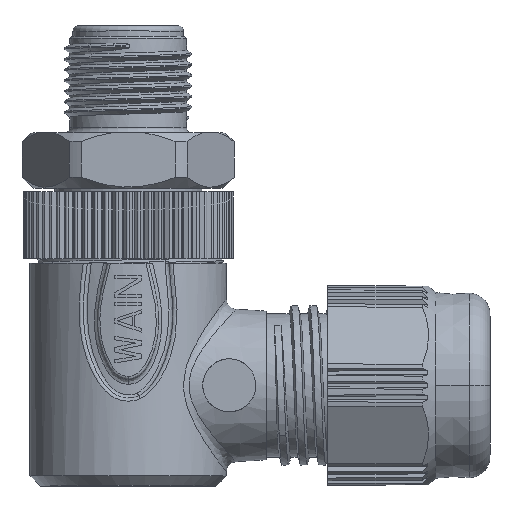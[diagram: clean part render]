
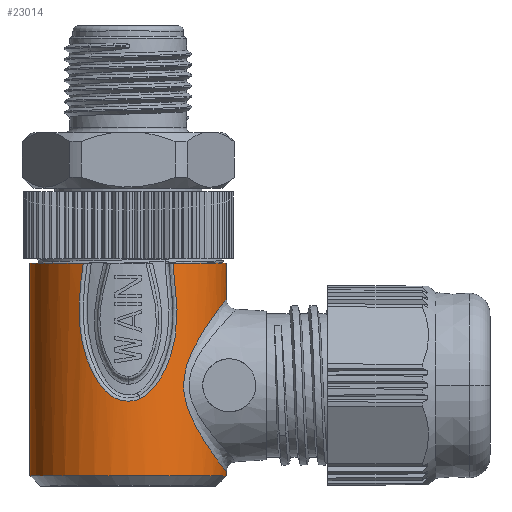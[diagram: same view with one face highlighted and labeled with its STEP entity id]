
A CAD part, top view. The second image highlights one B-rep face of the part: STEP entity #23014.
In plain terms, the highlighted cylindrical face has radius 9.25 mm (diameter 18.5 mm), a partial arc.
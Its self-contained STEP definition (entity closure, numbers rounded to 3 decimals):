
#7123=CARTESIAN_POINT('',(0.,-12.427,0.));
#7124=DIRECTION('',(0.,-1.,0.));
#7125=DIRECTION('',(-0.458,0.,0.889));
#7126=AXIS2_PLACEMENT_3D('',#7123,#7124,#7125);
#7219=CARTESIAN_POINT('',(0.,-12.427,0.));
#7220=DIRECTION('',(0.,-1.,0.));
#7221=DIRECTION('',(1.,0.,0.));
#7222=AXIS2_PLACEMENT_3D('',#7219,#7220,#7221);
#7251=CARTESIAN_POINT('',(1.155,-25.175,9.178));
#7252=CARTESIAN_POINT('',(0.999,-25.246,
9.197));
#7253=CARTESIAN_POINT('',(0.675,-25.359,
9.23));
#7254=CARTESIAN_POINT('',(0.161,-25.431,
9.254));
#7255=CARTESIAN_POINT('',(-0.42,-25.407,
9.246));
#7256=CARTESIAN_POINT('',(-0.896,-25.294,
9.21));
#7257=CARTESIAN_POINT('',(-1.385,-25.079,
9.15));
#7258=CARTESIAN_POINT('',(-1.882,-24.735,
9.061));
#7259=CARTESIAN_POINT('',(-2.374,-24.247,
8.945));
#7260=CARTESIAN_POINT('',(-2.846,-23.619,
8.806));
#7261=CARTESIAN_POINT('',(-3.29,-22.854,
8.649));
#7262=CARTESIAN_POINT('',(-3.713,-21.957,
8.476));
#7263=CARTESIAN_POINT('',(-4.097,-20.902,
8.296));
#7264=CARTESIAN_POINT('',(-4.403,-19.652,
8.137));
#7265=CARTESIAN_POINT('',(-4.59,-18.186,
8.031));
#7266=CARTESIAN_POINT('',(-4.634,-16.498,
8.006));
#7267=CARTESIAN_POINT('',(-4.521,-14.591,
8.071));
#7268=CARTESIAN_POINT('',(-4.343,-13.173,
8.168));
#7269=CARTESIAN_POINT('',(-4.233,-12.427,
8.225));
#7271=CARTESIAN_POINT('',(4.228,-12.427,8.227));
#7272=CARTESIAN_POINT('',(4.341,-13.143,8.169));
#7273=CARTESIAN_POINT('',(4.514,-14.506,8.075));
#7274=CARTESIAN_POINT('',(4.624,-16.339,8.011));
#7275=CARTESIAN_POINT('',(4.598,-17.975,8.027));
#7276=CARTESIAN_POINT('',(4.443,-19.411,8.114));
#7277=CARTESIAN_POINT('',(4.173,-20.648,8.258));
#7278=CARTESIAN_POINT('',(3.82,-21.699,8.428));
#7279=CARTESIAN_POINT('',(3.421,-22.594,8.598));
#7280=CARTESIAN_POINT('',(3.003,-23.365,8.753));
#7281=CARTESIAN_POINT('',(2.561,-24.014,8.893));
#7282=CARTESIAN_POINT('',(2.099,-24.536,9.013));
#7283=CARTESIAN_POINT('',(1.623,-24.928,9.111));
#7284=CARTESIAN_POINT('',(1.31,-25.105,9.158));
#7285=CARTESIAN_POINT('',(1.155,-25.175,9.178));
#7293=DIRECTION('',(0.,1.,0.));
#7294=VECTOR('',#7293,20.);
#7295=CARTESIAN_POINT('',(-9.25,-32.427,0.));
#7296=LINE('',#7295,#7294);
#7297=CARTESIAN_POINT('',(9.25,-15.753,
0.));
#7298=CARTESIAN_POINT('',(9.25,-15.753,
0.3));
#7299=CARTESIAN_POINT('',(9.221,-15.792,
0.906));
#7300=CARTESIAN_POINT('',(9.086,-15.97,1.816));
#7301=CARTESIAN_POINT('',(8.854,-16.28,2.735));
#7302=CARTESIAN_POINT('',(8.516,-16.738,3.656));
#7303=CARTESIAN_POINT('',(8.064,-17.369,4.571));
#7304=CARTESIAN_POINT('',(7.5,-18.187,5.449));
#7305=CARTESIAN_POINT('',(6.841,-19.216,6.251));
#7306=CARTESIAN_POINT('',(6.237,-20.292,6.844));
#7307=CARTESIAN_POINT('',(5.772,-21.298,7.234));
#7308=CARTESIAN_POINT('',(5.447,-22.249,7.478));
#7309=CARTESIAN_POINT('',(5.27,-23.117,7.602));
#7310=CARTESIAN_POINT('',(5.215,-23.927,7.64));
#7311=CARTESIAN_POINT('',(5.27,-24.737,7.602));
#7312=CARTESIAN_POINT('',(5.448,-25.605,7.478));
#7313=CARTESIAN_POINT('',(5.772,-26.556,7.234));
#7314=CARTESIAN_POINT('',(6.237,-27.562,6.844));
#7315=CARTESIAN_POINT('',(6.841,-28.637,6.251));
#7316=CARTESIAN_POINT('',(7.5,-29.666,5.449));
#7317=CARTESIAN_POINT('',(8.064,-30.484,4.571));
#7318=CARTESIAN_POINT('',(8.516,-31.115,3.656));
#7319=CARTESIAN_POINT('',(8.854,-31.573,2.735));
#7320=CARTESIAN_POINT('',(9.086,-31.883,1.816));
#7321=CARTESIAN_POINT('',(9.221,-32.062,
0.906));
#7322=CARTESIAN_POINT('',(9.25,-32.1,
0.3));
#7323=CARTESIAN_POINT('',(9.25,-32.1,
0.));
#7325=DIRECTION('',(0.,-1.,0.));
#7326=VECTOR('',#7325,0.326);
#7327=CARTESIAN_POINT('',(9.25,-32.1,
0.));
#7328=LINE('',#7327,#7326);
#7340=CARTESIAN_POINT('',(0.,-32.427,0.));
#7341=DIRECTION('',(0.,1.,0.));
#7342=DIRECTION('',(-1.,0.,0.));
#7343=AXIS2_PLACEMENT_3D('',#7340,#7341,#7342);
#7436=DIRECTION('',(0.,1.,0.));
#7437=VECTOR('',#7436,3.326);
#7438=CARTESIAN_POINT('',(9.25,-15.753,
0.));
#7439=LINE('',#7438,#7437);
#7460=CARTESIAN_POINT('',(9.25,-32.1,
0.));
#11667=VERTEX_POINT('',#7460);
#11668=VERTEX_POINT('',#7297);
#11669=CARTESIAN_POINT('',(9.25,-32.427,0.));
#11670=CARTESIAN_POINT('',(-9.25,-32.427,0.));
#11671=VERTEX_POINT('',#11669);
#11672=VERTEX_POINT('',#11670);
#11673=CARTESIAN_POINT('',(9.25,-12.427,0.));
#11674=VERTEX_POINT('',#11673);
#11679=CARTESIAN_POINT('',(-9.25,-12.427,0.));
#11680=VERTEX_POINT('',#11679);
#11821=CARTESIAN_POINT('',(-4.233,-12.427,
8.225));
#11822=VERTEX_POINT('',#11821);
#11823=VERTEX_POINT('',#7251);
#11824=VERTEX_POINT('',#7271);
#22993=CARTESIAN_POINT('',(0.,-6.227,0.));
#22994=DIRECTION('',(0.,-1.,0.));
#22995=DIRECTION('',(-1.,0.,0.));
#22996=AXIS2_PLACEMENT_3D('',#22993,#22994,#22995);
#22997=CYLINDRICAL_SURFACE('',#22996,9.25);
#22999=ORIENTED_EDGE('',*,*,#22998,.F.);
#23001=ORIENTED_EDGE('',*,*,#23000,.T.);
#23002=ORIENTED_EDGE('',*,*,#22603,.F.);
#23003=ORIENTED_EDGE('',*,*,#22842,.F.);
#23004=ORIENTED_EDGE('',*,*,#22985,.F.);
#23005=ORIENTED_EDGE('',*,*,#22631,.F.);
#23007=ORIENTED_EDGE('',*,*,#23006,.F.);
#23009=ORIENTED_EDGE('',*,*,#23008,.T.);
#23011=ORIENTED_EDGE('',*,*,#23010,.T.);
#23012=EDGE_LOOP('',(#22999,#23001,#23002,#23003,#23004,#23005,#23007,#23009,
#23011));
#23013=FACE_OUTER_BOUND('',#23012,.F.);
#23014=ADVANCED_FACE('',(#23013),#22997,.T.);
#7127=CIRCLE('',#7126,9.25);
#7223=CIRCLE('',#7222,9.25);
#7270=B_SPLINE_CURVE_WITH_KNOTS('',3,(#7251,#7252,#7253,#7254,#7255,#7256,#7257,
#7258,#7259,#7260,#7261,#7262,#7263,#7264,#7265,#7266,#7267,#7268,#7269),
.UNSPECIFIED.,.F.,.F.,(4,1,1,1,1,1,1,1,1,1,1,1,1,1,1,1,4),(0.,0.063,0.125,
0.188,0.25,0.313,0.375,0.438,0.5,0.563,0.625,0.688,
0.75,0.813,0.875,0.938,1.),.UNSPECIFIED.);
#7286=B_SPLINE_CURVE_WITH_KNOTS('',3,(#7271,#7272,#7273,#7274,#7275,#7276,#7277,
#7278,#7279,#7280,#7281,#7282,#7283,#7284,#7285),.UNSPECIFIED.,.F.,.F.,(4,1,1,1,
1,1,1,1,1,1,1,1,4),(0.,0.083,0.167,0.25,
0.333,0.417,0.5,0.583,0.667,
0.75,0.833,0.917,1.),.UNSPECIFIED.);
#7324=B_SPLINE_CURVE_WITH_KNOTS('',3,(#7297,#7298,#7299,#7300,#7301,#7302,#7303,
#7304,#7305,#7306,#7307,#7308,#7309,#7310,#7311,#7312,#7313,#7314,#7315,#7316,
#7317,#7318,#7319,#7320,#7321,#7322,#7323),.UNSPECIFIED.,.F.,.F.,(4,1,1,1,1,1,1,
1,1,1,1,1,1,1,1,1,1,1,1,1,1,1,1,1,4),(0.,0.042,0.083,
0.125,0.167,0.208,0.25,0.292,
0.333,0.375,0.417,0.458,0.5,
0.542,0.583,0.625,0.667,0.708,
0.75,0.792,0.833,0.875,0.917,
0.958,1.),.UNSPECIFIED.);
#7344=CIRCLE('',#7343,9.25);
#22603=EDGE_CURVE('',#11822,#11680,#7127,.T.);
#22631=EDGE_CURVE('',#11674,#11824,#7223,.T.);
#22842=EDGE_CURVE('',#11823,#11822,#7270,.T.);
#22985=EDGE_CURVE('',#11824,#11823,#7286,.T.);
#22998=EDGE_CURVE('',#11672,#11671,#7344,.T.);
#23000=EDGE_CURVE('',#11672,#11680,#7296,.T.);
#23006=EDGE_CURVE('',#11668,#11674,#7439,.T.);
#23008=EDGE_CURVE('',#11668,#11667,#7324,.T.);
#23010=EDGE_CURVE('',#11667,#11671,#7328,.T.);
